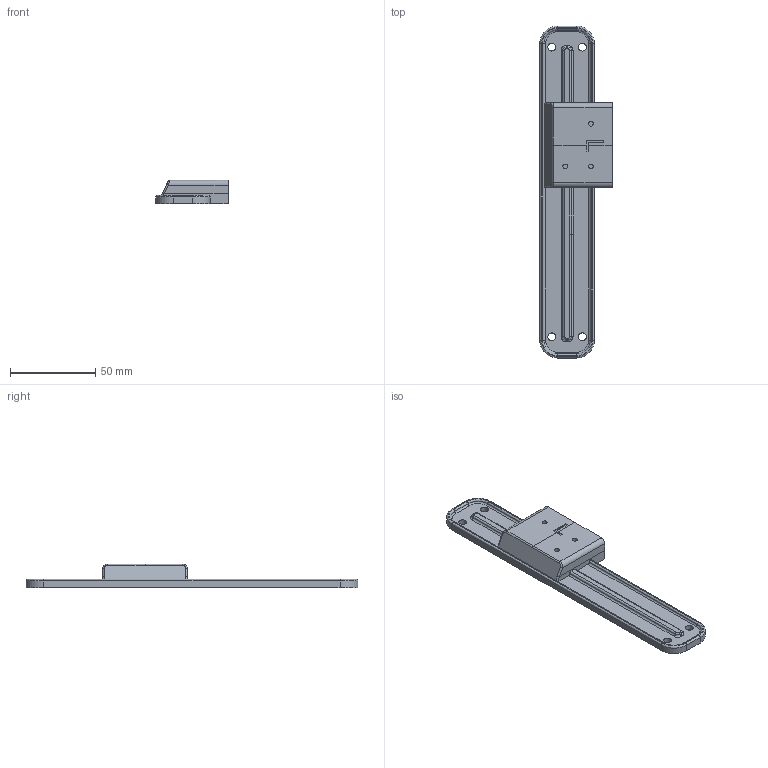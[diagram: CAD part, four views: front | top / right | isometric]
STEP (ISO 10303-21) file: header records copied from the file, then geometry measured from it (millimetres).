
FILE_DESCRIPTION(/* description */ (''),/* implementation_level */ '2;1');
FILE_NAME(/* name */ 'Left Mount.step',/* time_stamp */ '2022-11-06T01:19:33-05:00',/* author */ (''),/* organization */ (''),/* preprocessor_version */ 'ST-DEVELOPER v19.2',/* originating_system */ 'Autodesk Translation Framework v11.17.0.187',/* authorisation */ '');
FILE_SCHEMA (('AUTOMOTIVE_DESIGN { 1 0 10303 214 3 1 1 }'));
Length unit declared in the file: millimetre
Products named in the file (1): Left Mount
Bounding box: 42.5 x 194.8 x 13.85 mm (x, y, z)
Volume: 42595.3 mm3; surface area: 17901.1 mm2
Topology: 1 solids, 1 shells, 103 faces, 260 edges, 162 vertices
Faces by surface type: cylinder 51, plane 29, torus 16, bspline 7
Full cylindrical faces by diameter (mm): 2.8 x6, 4.6 x4
Entity records: 3306 total; most frequent: CARTESIAN_POINT 707, DIRECTION 571, ORIENTED_EDGE 520, EDGE_CURVE 260, AXIS2_PLACEMENT_3D 219, VERTEX_POINT 162, LINE 133, VECTOR 133
